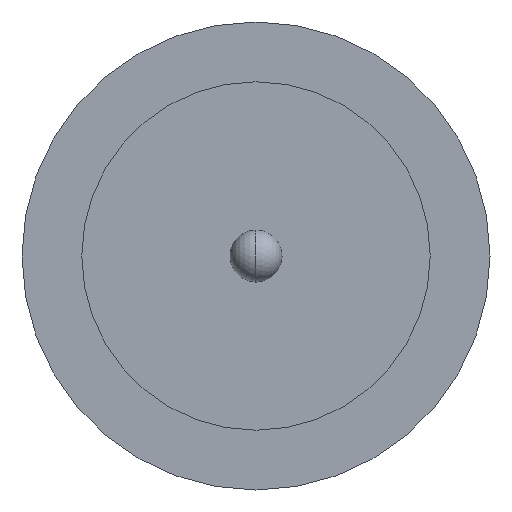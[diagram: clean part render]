
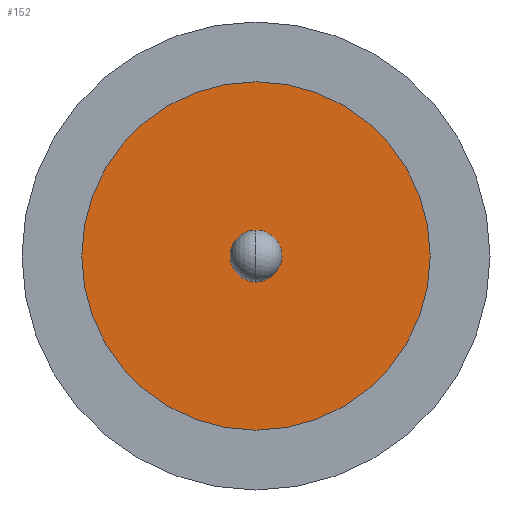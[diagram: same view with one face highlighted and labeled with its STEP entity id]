
A CAD part, left-side view. The second image highlights one B-rep face of the part: STEP entity #152.
In plain terms, the highlighted face is planar.
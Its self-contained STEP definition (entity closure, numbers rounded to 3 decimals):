
#18 = DIRECTION ( 'NONE',  ( 0., 0., 1. ) ) ;
#30 = EDGE_LOOP ( 'NONE', ( #457, #290 ) ) ;
#40 = EDGE_CURVE ( 'NONE', #330, #232, #443, .T. ) ;
#63 = CARTESIAN_POINT ( 'NONE',  ( -3.35, 0., -0.15 ) ) ;
#67 = FACE_BOUND ( 'NONE', #159, .T. ) ;
#69 = CARTESIAN_POINT ( 'NONE',  ( 3.35, 0., -0.15 ) ) ;
#74 = FACE_OUTER_BOUND ( 'NONE', #30, .T. ) ;
#93 = DIRECTION ( 'NONE',  ( 0., 0., 1. ) ) ;
#98 = CARTESIAN_POINT ( 'NONE',  ( 0.5, 0., -0.15 ) ) ;
#105 = VERTEX_POINT ( 'NONE', #98 ) ;
#107 = VERTEX_POINT ( 'NONE', #145 ) ;
#110 = DIRECTION ( 'NONE',  ( 0., 0., -1. ) ) ;
#127 = DIRECTION ( 'NONE',  ( -1., 0., 0. ) ) ;
#132 = EDGE_CURVE ( 'NONE', #105, #107, #453, .T. ) ;
#145 = CARTESIAN_POINT ( 'NONE',  ( -0.5, 0., -0.15 ) ) ;
#152 = ADVANCED_FACE ( 'NONE', ( #67, #74 ), #533, .F. ) ;
#153 = DIRECTION ( 'NONE',  ( -1., 0., 0. ) ) ;
#159 = EDGE_LOOP ( 'NONE', ( #368, #504 ) ) ;
#161 = CIRCLE ( 'NONE', #249, 0.5 ) ;
#172 = AXIS2_PLACEMENT_3D ( 'NONE', #450, #110, #397 ) ;
#230 = AXIS2_PLACEMENT_3D ( 'NONE', #398, #18, #153 ) ;
#232 = VERTEX_POINT ( 'NONE', #63 ) ;
#246 = AXIS2_PLACEMENT_3D ( 'NONE', #250, #299, #127 ) ;
#247 = DIRECTION ( 'NONE',  ( -1., 0., 0. ) ) ;
#249 = AXIS2_PLACEMENT_3D ( 'NONE', #414, #415, #247 ) ;
#250 = CARTESIAN_POINT ( 'NONE',  ( 0., 0., -0.15 ) ) ;
#290 = ORIENTED_EDGE ( 'NONE', *, *, #536, .T. ) ;
#299 = DIRECTION ( 'NONE',  ( 0., 0., 1. ) ) ;
#325 = CIRCLE ( 'NONE', #246, 3.35 ) ;
#330 = VERTEX_POINT ( 'NONE', #69 ) ;
#342 = DIRECTION ( 'NONE',  ( -1., 0., 0. ) ) ;
#368 = ORIENTED_EDGE ( 'NONE', *, *, #402, .F. ) ;
#386 = AXIS2_PLACEMENT_3D ( 'NONE', #428, #93, #342 ) ;
#397 = DIRECTION ( 'NONE',  ( -1., 0., 0. ) ) ;
#398 = CARTESIAN_POINT ( 'NONE',  ( 0., 0., -0.15 ) ) ;
#402 = EDGE_CURVE ( 'NONE', #107, #105, #161, .T. ) ;
#414 = CARTESIAN_POINT ( 'NONE',  ( 0., 0., -0.15 ) ) ;
#415 = DIRECTION ( 'NONE',  ( 0., 0., 1. ) ) ;
#428 = CARTESIAN_POINT ( 'NONE',  ( 0., 0., -0.15 ) ) ;
#443 = CIRCLE ( 'NONE', #386, 3.35 ) ;
#450 = CARTESIAN_POINT ( 'NONE',  ( 0., 0., -0.15 ) ) ;
#453 = CIRCLE ( 'NONE', #230, 0.5 ) ;
#457 = ORIENTED_EDGE ( 'NONE', *, *, #40, .T. ) ;
#504 = ORIENTED_EDGE ( 'NONE', *, *, #132, .F. ) ;
#533 = PLANE ( 'NONE',  #172 ) ;
#536 = EDGE_CURVE ( 'NONE', #232, #330, #325, .T. ) ;
